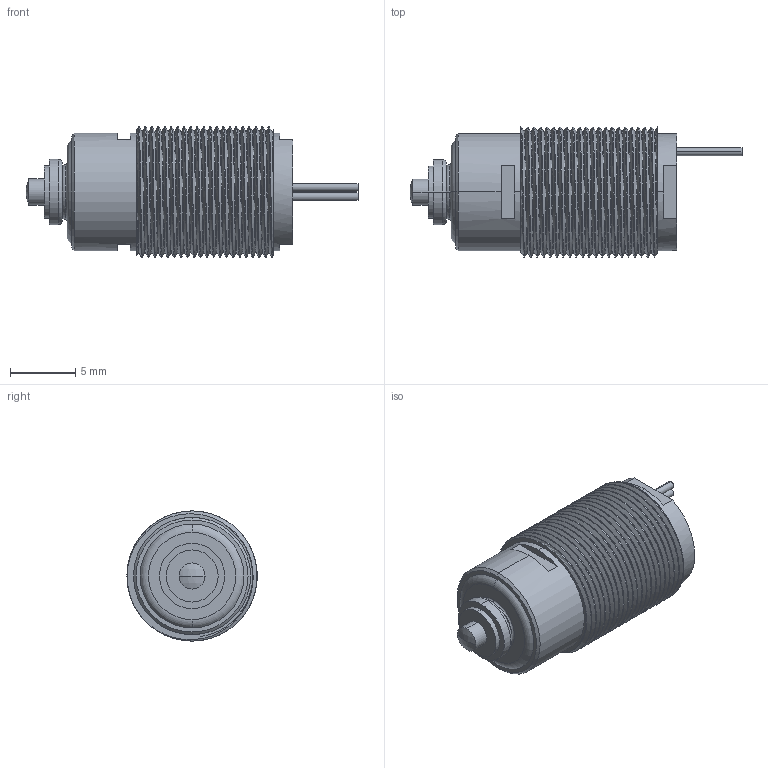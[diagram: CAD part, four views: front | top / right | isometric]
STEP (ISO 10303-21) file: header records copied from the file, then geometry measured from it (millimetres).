
FILE_DESCRIPTION (( 'STEP AP203' ), '1' );
FILE_NAME ('CSMP105WA.STEP', '2017-01-20T01:29:21', ( '' ), ( '' ), 'SwSTEP 2.0', 'SolidWorks 2016', '' );
FILE_SCHEMA (( 'CONFIG_CONTROL_DESIGN' ));
Length unit declared in the file: millimetre
Products named in the file (1): CSMP105WA
Bounding box: 25.5 x 9.99 x 10 mm (x, y, z)
Volume: 1229.2 mm3; surface area: 970.2 mm2
Topology: 1 solids, 1 shells, 92 faces, 238 edges, 157 vertices
Faces by surface type: cylinder 57, plane 20, torus 8, bspline 3, cone 2, sphere 2
Entity records: 6210 total; most frequent: CARTESIAN_POINT 4099, ORIENTED_EDGE 476, DIRECTION 392, EDGE_CURVE 238, AXIS2_PLACEMENT_3D 158, VERTEX_POINT 157, EDGE_LOOP 101, FACE_OUTER_BOUND 92
